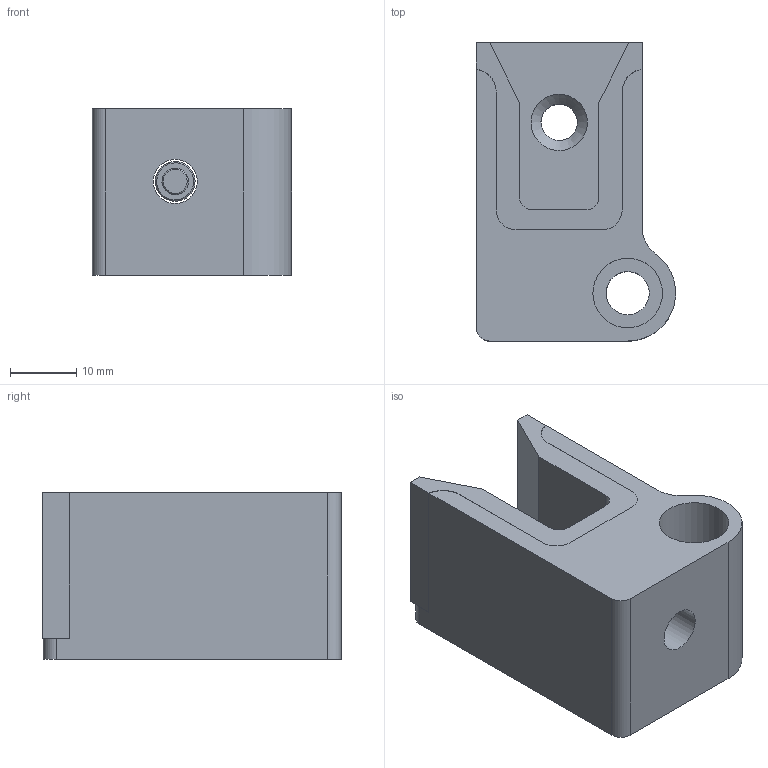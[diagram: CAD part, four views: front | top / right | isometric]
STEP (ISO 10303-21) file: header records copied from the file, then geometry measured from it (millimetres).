
FILE_DESCRIPTION(/* description */ (''),/* implementation_level */ '2;1');
FILE_NAME(/* name */ '23758.stp',/* time_stamp */ '2019-08-23T10:25:37+02:00',/* author */ ('DBARI'),/* organization */ (''),/* preprocessor_version */ 'ST-DEVELOPER v17.2',/* originating_system */ 'Autodesk Inventor 2019',/* authorisation */ '');
FILE_SCHEMA (('AUTOMOTIVE_DESIGN { 1 0 10303 214 3 1 1 }'));
Length unit declared in the file: millimetre
Products named in the file (4): Ensemble3miroir; base_MIR; Insert_MIR; fixation_MIR
Assembly tree (3 placements, depth 2):
  Ensemble3miroir
    base_MIR
    Insert_MIR
    fixation_MIR
Bounding box: 30.07 x 45.05 x 25.2 mm (x, y, z)
Volume: 20940.4 mm3; surface area: 11912 mm2
Topology: 3 solids, 3 shells, 56 faces, 147 edges, 98 vertices
Faces by surface type: plane 29, cylinder 14, bspline 11, cone 2
Full cylindrical faces by diameter (mm): 4 x1, 6 x1, 6.647 x1, 10.5 x1
Entity records: 3247 total; most frequent: CARTESIAN_POINT 1670, ORIENTED_EDGE 294, DIRECTION 266, EDGE_CURVE 147, VERTEX_POINT 98, AXIS2_PLACEMENT_3D 89, LINE 88, VECTOR 88
